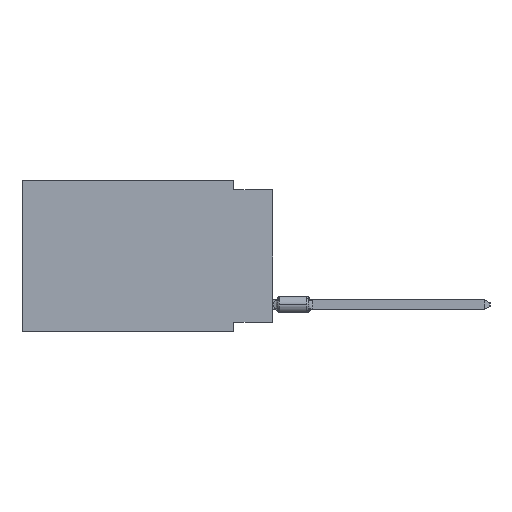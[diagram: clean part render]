
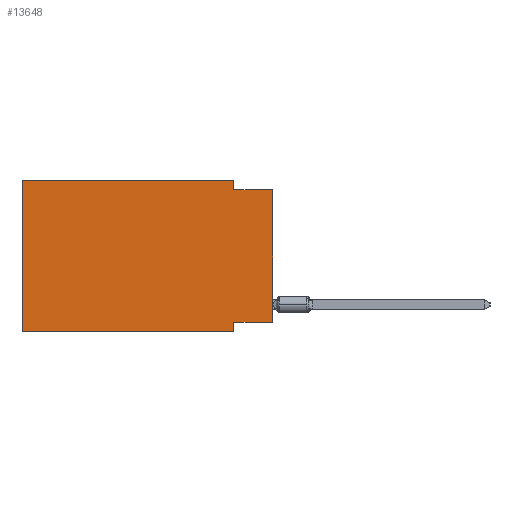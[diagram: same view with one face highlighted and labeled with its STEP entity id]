
A CAD part, left-side view. The second image highlights one B-rep face of the part: STEP entity #13648.
In plain terms, the highlighted planar face has unit normal (-1, 0, 0).
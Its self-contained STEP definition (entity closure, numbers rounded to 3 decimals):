
#991 = VERTEX_POINT ( 'NONE', #40419 ) ;
#1537 = EDGE_LOOP ( 'NONE', ( #40666, #42381, #31497, #28232, #20881, #28209, #4089, #40608 ) ) ;
#2663 = CARTESIAN_POINT ( 'NONE',  ( 0., 16.383, 0. ) ) ;
#3147 = VECTOR ( 'NONE', #45527, 1000. ) ;
#3675 = VERTEX_POINT ( 'NONE', #36660 ) ;
#4089 = ORIENTED_EDGE ( 'NONE', *, *, #31992, .F. ) ;
#4143 = LINE ( 'NONE', #22581, #55447 ) ;
#5056 = CARTESIAN_POINT ( 'NONE',  ( 0., 16.383, 0. ) ) ;
#5421 = EDGE_CURVE ( 'NONE', #47512, #44302, #40813, .T. ) ;
#9819 = DIRECTION ( 'NONE',  ( 0., 0., -1. ) ) ;
#10006 = CARTESIAN_POINT ( 'NONE',  ( 0., 2.54, 0. ) ) ;
#10327 = VERTEX_POINT ( 'NONE', #56421 ) ;
#13648 = ADVANCED_FACE ( 'NONE', ( #27105 ), #50291, .F. ) ;
#13862 = LINE ( 'NONE', #18552, #24655 ) ;
#17466 = LINE ( 'NONE', #33187, #19098 ) ;
#18151 = LINE ( 'NONE', #36045, #33167 ) ;
#18155 = CARTESIAN_POINT ( 'NONE',  ( 0., 2.54, -0.635 ) ) ;
#18262 = LINE ( 'NONE', #5056, #3147 ) ;
#18552 = CARTESIAN_POINT ( 'NONE',  ( 0., 16.383, -9.906 ) ) ;
#19098 = VECTOR ( 'NONE', #51088, 1000. ) ;
#19440 = EDGE_CURVE ( 'NONE', #47512, #3675, #17466, .T. ) ;
#19660 = LINE ( 'NONE', #10006, #32190 ) ;
#20881 = ORIENTED_EDGE ( 'NONE', *, *, #31873, .F. ) ;
#22075 = DIRECTION ( 'NONE',  ( 0., -1., 0. ) ) ;
#22581 = CARTESIAN_POINT ( 'NONE',  ( 0., 0., -0.635 ) ) ;
#23011 = CARTESIAN_POINT ( 'NONE',  ( 0., 16.383, 0. ) ) ;
#24655 = VECTOR ( 'NONE', #22075, 1000. ) ;
#26527 = CARTESIAN_POINT ( 'NONE',  ( 0., 0., -0.635 ) ) ;
#27105 = FACE_OUTER_BOUND ( 'NONE', #1537, .T. ) ;
#27282 = CARTESIAN_POINT ( 'NONE',  ( 0., 0., 0. ) ) ;
#27879 = DIRECTION ( 'NONE',  ( 0., 0., -1. ) ) ;
#28209 = ORIENTED_EDGE ( 'NONE', *, *, #55336, .T. ) ;
#28232 = ORIENTED_EDGE ( 'NONE', *, *, #55346, .F. ) ;
#28392 = VERTEX_POINT ( 'NONE', #18155 ) ;
#29259 = AXIS2_PLACEMENT_3D ( 'NONE', #23011, #50564, #9819 ) ;
#29802 = VECTOR ( 'NONE', #49596, 1000. ) ;
#31497 = ORIENTED_EDGE ( 'NONE', *, *, #31771, .F. ) ;
#31771 = EDGE_CURVE ( 'NONE', #991, #28392, #19660, .T. ) ;
#31873 = EDGE_CURVE ( 'NONE', #43842, #10327, #34592, .T. ) ;
#31992 = EDGE_CURVE ( 'NONE', #3675, #52184, #18151, .T. ) ;
#32190 = VECTOR ( 'NONE', #27879, 1000. ) ;
#33167 = VECTOR ( 'NONE', #49533, 1000. ) ;
#33187 = CARTESIAN_POINT ( 'NONE',  ( 0., 0., -9.271 ) ) ;
#34592 = LINE ( 'NONE', #2663, #39683 ) ;
#36045 = CARTESIAN_POINT ( 'NONE',  ( 0., 2.54, -9.906 ) ) ;
#36660 = CARTESIAN_POINT ( 'NONE',  ( 0., 2.54, -9.271 ) ) ;
#39683 = VECTOR ( 'NONE', #47523, 1000. ) ;
#40419 = CARTESIAN_POINT ( 'NONE',  ( 0., 2.54, 0. ) ) ;
#40477 = DIRECTION ( 'NONE',  ( 0., -1., 0. ) ) ;
#40608 = ORIENTED_EDGE ( 'NONE', *, *, #19440, .F. ) ;
#40666 = ORIENTED_EDGE ( 'NONE', *, *, #5421, .T. ) ;
#40813 = LINE ( 'NONE', #27282, #29802 ) ;
#42381 = ORIENTED_EDGE ( 'NONE', *, *, #51637, .F. ) ;
#43842 = VERTEX_POINT ( 'NONE', #51570 ) ;
#44302 = VERTEX_POINT ( 'NONE', #26527 ) ;
#45527 = DIRECTION ( 'NONE',  ( 0., -1., 0. ) ) ;
#47059 = CARTESIAN_POINT ( 'NONE',  ( 0., 2.54, -9.906 ) ) ;
#47512 = VERTEX_POINT ( 'NONE', #57793 ) ;
#47523 = DIRECTION ( 'NONE',  ( 0., 0., 1. ) ) ;
#49533 = DIRECTION ( 'NONE',  ( 0., 0., -1. ) ) ;
#49596 = DIRECTION ( 'NONE',  ( 0., 0., 1. ) ) ;
#50291 = PLANE ( 'NONE',  #29259 ) ;
#50564 = DIRECTION ( 'NONE',  ( 1., 0., 0. ) ) ;
#51088 = DIRECTION ( 'NONE',  ( 0., 1., 0. ) ) ;
#51570 = CARTESIAN_POINT ( 'NONE',  ( 0., 16.383, -9.906 ) ) ;
#51637 = EDGE_CURVE ( 'NONE', #28392, #44302, #4143, .T. ) ;
#52184 = VERTEX_POINT ( 'NONE', #47059 ) ;
#55336 = EDGE_CURVE ( 'NONE', #43842, #52184, #13862, .T. ) ;
#55346 = EDGE_CURVE ( 'NONE', #10327, #991, #18262, .T. ) ;
#55447 = VECTOR ( 'NONE', #40477, 1000. ) ;
#56421 = CARTESIAN_POINT ( 'NONE',  ( 0., 16.383, 0. ) ) ;
#57793 = CARTESIAN_POINT ( 'NONE',  ( 0., 0., -9.271 ) ) ;
